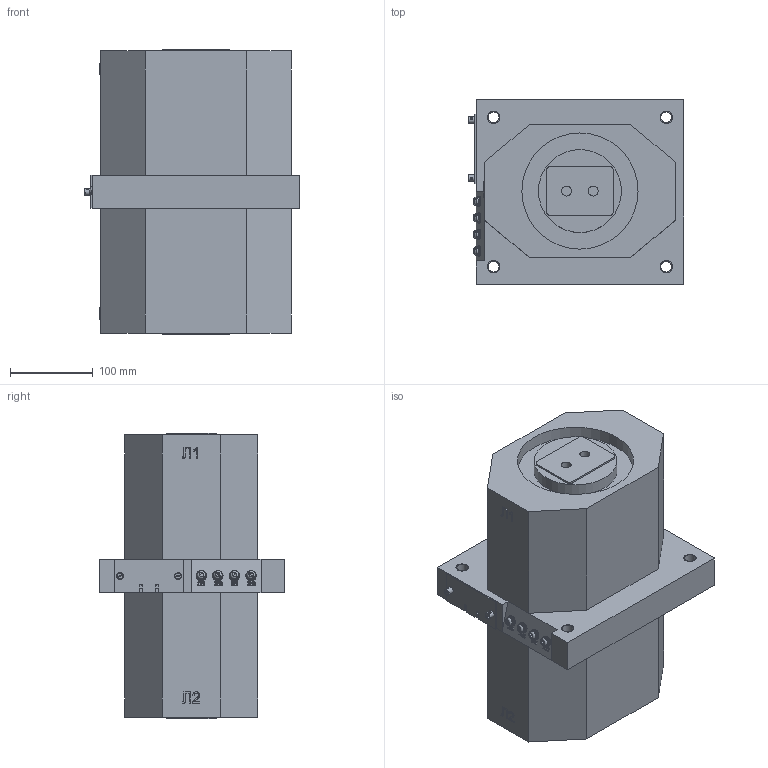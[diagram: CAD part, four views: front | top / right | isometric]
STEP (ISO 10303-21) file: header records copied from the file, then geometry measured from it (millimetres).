
FILE_DESCRIPTION(('STEP AP214'), '1');
FILE_NAME('ﾒﾋﾏ-10-2 ﾌ1AC 1500ﾀ', '', ('UNSPECIFIED'), ('UNSPECIFIED'), 'ASCON STEP Converter 1.6', 'ASCON Math Kernel', '');
FILE_SCHEMA(('AUTOMOTIVE_DESIGN { 1 0 10303 214 3 1 1}'));
Length unit declared in the file: millimetre
Products named in the file (7): 鎗鵻罻 楟.8.211.004
Assembly tree (18 placements, depth 2):
  (unnamed)
    (unnamed)
    (unnamed)
    (unnamed)  x2
    鎗鵻罻 楟.8.211.004  x6
    (unnamed)  x2
    (unnamed)  x6
Bounding box: 259.5 x 222 x 344 mm (x, y, z)
Volume: 11542224.2 mm3; surface area: 406430 mm2
Topology: 30 solids, 30 shells, 1508 faces, 4042 edges, 2658 vertices
Faces by surface type: cylinder 782, plane 660, cone 38, torus 28
Full cylindrical faces by diameter (mm): 2.5 x2, 3.523 x2, 4 x6, 4.134 x2, 4.917 x6, 5 x8, 5.5 x2, 6 x6, 6.8 x2, 8 x2, 10 x12, 11.16 x2, 12 x4, 12.5 x6, 13 x4, 15 x8, 100 x2, 140 x2
Entity records: 52038 total; most frequent: CARTESIAN_POINT 8296, DIRECTION 7430, ORIENTED_EDGE 6806, EDGE_CURVE 3403, AXIS2_PLACEMENT_3D 2787, VERTEX_POINT 2297, LINE 1856, VECTOR 1856
